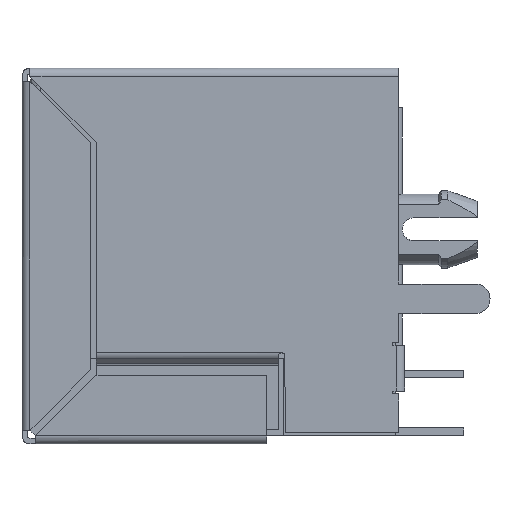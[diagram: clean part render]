
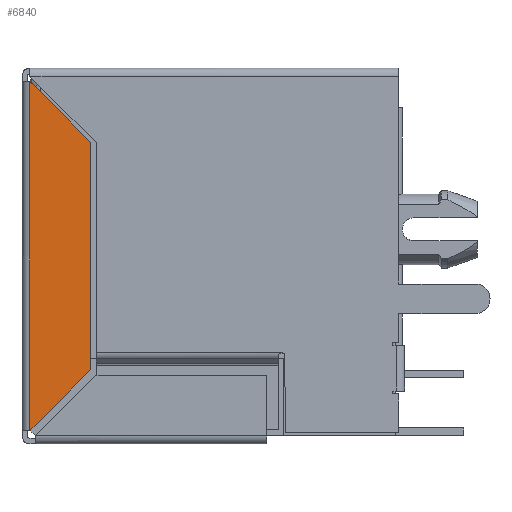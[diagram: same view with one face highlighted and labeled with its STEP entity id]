
A CAD part, left-side view. The second image highlights one B-rep face of the part: STEP entity #6840.
In plain terms, the highlighted planar face has unit normal (-1, 0, 0).
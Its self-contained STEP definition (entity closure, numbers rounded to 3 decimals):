
#6817=AXIS2_PLACEMENT_3D('Plane Axis2P3D',#6814,#6815,#6816) ;
#3113=CARTESIAN_POINT('Vertex',(-17.363,10.349,-0.35)) ;
#3116=CARTESIAN_POINT('Line Origine',(-17.363,9.024,-1.674)) ;
#3120=CARTESIAN_POINT('Vertex',(-17.363,7.7,-2.999)) ;
#3143=CARTESIAN_POINT('Line Origine',(-17.363,7.7,-8.)) ;
#3147=CARTESIAN_POINT('Vertex',(-17.363,7.7,-13.001)) ;
#6814=CARTESIAN_POINT('Axis2P3D Location',(-17.363,9.025,-8.)) ;
#6819=CARTESIAN_POINT('Line Origine',(-17.363,10.349,-8.)) ;
#6823=CARTESIAN_POINT('Vertex',(-17.363,10.349,-15.65)) ;
#6827=CARTESIAN_POINT('Control Point',(-17.363,10.349,-15.65)) ;
#6828=CARTESIAN_POINT('Control Point',(-17.363,9.819,-15.12)) ;
#6829=CARTESIAN_POINT('Control Point',(-17.363,9.289,-14.591)) ;
#6830=CARTESIAN_POINT('Control Point',(-17.363,8.759,-14.061)) ;
#6831=CARTESIAN_POINT('Control Point',(-17.363,8.23,-13.531)) ;
#6832=CARTESIAN_POINT('Control Point',(-17.363,7.7,-13.001)) ;
#3117=DIRECTION('Vector Direction',(0.,-0.707,-0.707)) ;
#3144=DIRECTION('Vector Direction',(0.,0.,-1.)) ;
#6815=DIRECTION('Axis2P3D Direction',(1.,0.,0.)) ;
#6816=DIRECTION('Axis2P3D XDirection',(0.,1.,0.)) ;
#6820=DIRECTION('Vector Direction',(0.,0.,1.)) ;
#3118=VECTOR('Line Direction',#3117,1.) ;
#3145=VECTOR('Line Direction',#3144,1.) ;
#6821=VECTOR('Line Direction',#6820,1.) ;
#6835=ORIENTED_EDGE('',*,*,#3149,.F.) ;
#6836=ORIENTED_EDGE('',*,*,#3122,.F.) ;
#6837=ORIENTED_EDGE('',*,*,#6825,.F.) ;
#6838=ORIENTED_EDGE('',*,*,#6833,.T.) ;
#6840=ADVANCED_FACE('Body',(#6839),#6818,.F.) ;
#6826=B_SPLINE_CURVE_WITH_KNOTS('',5,(#6827,#6828,#6829,#6830,#6831,#6832),.UNSPECIFIED.,.F.,.U.,(6,6),(0.,5.299),.UNSPECIFIED.) ;
#3122=EDGE_CURVE('',#3114,#3121,#3119,.T.) ;
#3149=EDGE_CURVE('',#3121,#3148,#3146,.T.) ;
#6825=EDGE_CURVE('',#6824,#3114,#6822,.T.) ;
#6833=EDGE_CURVE('',#6824,#3148,#6826,.T.) ;
#6834=EDGE_LOOP('',(#6835,#6836,#6837,#6838)) ;
#6839=FACE_OUTER_BOUND('',#6834,.T.) ;
#3119=LINE('Line',#3116,#3118) ;
#3146=LINE('Line',#3143,#3145) ;
#6822=LINE('Line',#6819,#6821) ;
#6818=PLANE('',#6817) ;
#3114=VERTEX_POINT('',#3113) ;
#3121=VERTEX_POINT('',#3120) ;
#3148=VERTEX_POINT('',#3147) ;
#6824=VERTEX_POINT('',#6823) ;
